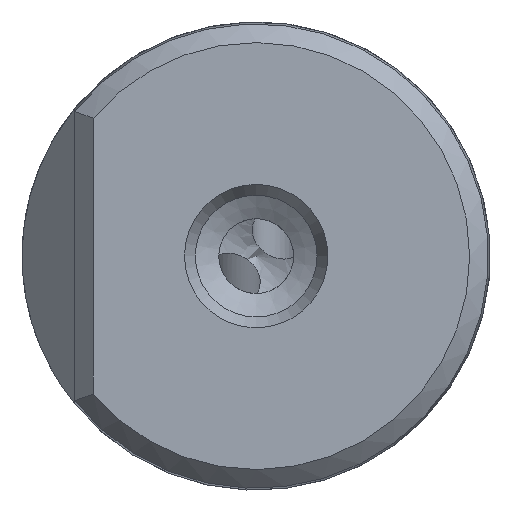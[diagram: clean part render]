
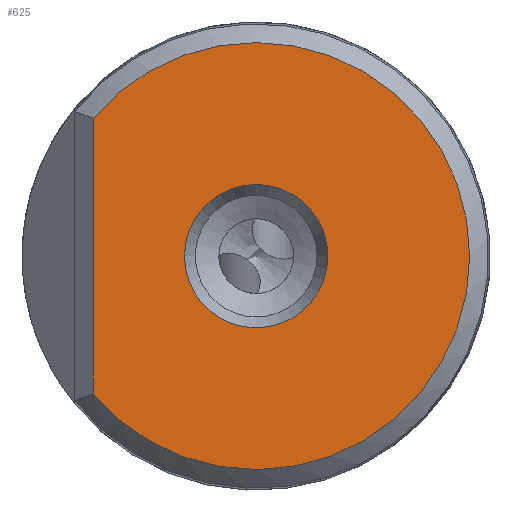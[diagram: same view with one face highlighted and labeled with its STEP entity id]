
A CAD part, left-side view. The second image highlights one B-rep face of the part: STEP entity #625.
In plain terms, the highlighted planar face has unit normal (-1, 0, 0).
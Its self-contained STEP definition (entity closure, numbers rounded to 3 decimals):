
#223 = CARTESIAN_POINT ( 'NONE',  ( -110.97, 8.7, 7.367 ) ) ;
#329 = AXIS2_PLACEMENT_3D ( 'NONE', #350, #1415, #1458 ) ;
#350 = CARTESIAN_POINT ( 'NONE',  ( -110.97, 0., 0. ) ) ;
#440 = PLANE ( 'NONE',  #1200 ) ;
#451 = CIRCLE ( 'NONE', #1488, 11.4 ) ;
#463 = DIRECTION ( 'NONE',  ( -1., 0., 0. ) ) ;
#481 = CARTESIAN_POINT ( 'NONE',  ( -110.97, 8.7, 0. ) ) ;
#507 = VECTOR ( 'NONE', #1060, 1000. ) ;
#555 = VERTEX_POINT ( 'NONE', #890 ) ;
#571 = ORIENTED_EDGE ( 'NONE', *, *, #1109, .F. ) ;
#591 = ORIENTED_EDGE ( 'NONE', *, *, #1393, .T. ) ;
#625 = ADVANCED_FACE ( 'NONE', ( #884, #958 ), #440, .T. ) ;
#758 = CARTESIAN_POINT ( 'NONE',  ( -110.97, 0., 0. ) ) ;
#781 = EDGE_LOOP ( 'NONE', ( #591 ) ) ;
#826 = EDGE_LOOP ( 'NONE', ( #571, #1371 ) ) ;
#876 = DIRECTION ( 'NONE',  ( 1., 0., 0. ) ) ;
#884 = FACE_OUTER_BOUND ( 'NONE', #826, .T. ) ;
#890 = CARTESIAN_POINT ( 'NONE',  ( -110.97, 8.7, -7.367 ) ) ;
#950 = VERTEX_POINT ( 'NONE', #223 ) ;
#957 = CIRCLE ( 'NONE', #329, 3.827 ) ;
#958 = FACE_BOUND ( 'NONE', #781, .T. ) ;
#982 = CARTESIAN_POINT ( 'NONE',  ( -110.97, 0., -3.827 ) ) ;
#1038 = CARTESIAN_POINT ( 'NONE',  ( -110.97, 0., 0. ) ) ;
#1054 = EDGE_CURVE ( 'NONE', #950, #555, #451, .T. ) ;
#1060 = DIRECTION ( 'NONE',  ( 0., 0., 1. ) ) ;
#1084 = VERTEX_POINT ( 'NONE', #982 ) ;
#1109 = EDGE_CURVE ( 'NONE', #555, #950, #1170, .T. ) ;
#1170 = LINE ( 'NONE', #481, #507 ) ;
#1200 = AXIS2_PLACEMENT_3D ( 'NONE', #758, #463, #1282 ) ;
#1224 = DIRECTION ( 'NONE',  ( 0., 0., -1. ) ) ;
#1282 = DIRECTION ( 'NONE',  ( 0., 0., 1. ) ) ;
#1371 = ORIENTED_EDGE ( 'NONE', *, *, #1054, .F. ) ;
#1393 = EDGE_CURVE ( 'NONE', #1084, #1084, #957, .T. ) ;
#1415 = DIRECTION ( 'NONE',  ( 1., 0., 0. ) ) ;
#1458 = DIRECTION ( 'NONE',  ( 0., 0., -1. ) ) ;
#1488 = AXIS2_PLACEMENT_3D ( 'NONE', #1038, #876, #1224 ) ;
